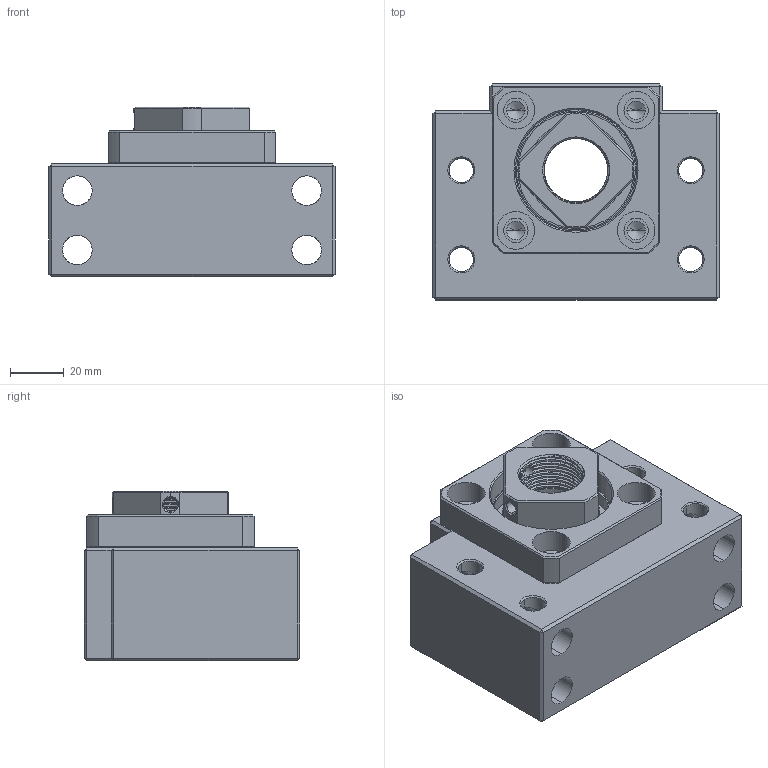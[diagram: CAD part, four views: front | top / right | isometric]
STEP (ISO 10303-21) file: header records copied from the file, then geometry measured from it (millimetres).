
FILE_DESCRIPTION (( 'STEP AP203' ), '1' );
FILE_NAME ('BK25.STEP', '2017-05-04T11:49:15', ( 'User' ), ( '' ), 'SwSTEP 2.0', 'SolidWorks 2015', '' );
FILE_SCHEMA (( 'CONFIG_CONTROL_DESIGN' ));
Length unit declared in the file: millimetre
Products named in the file (1): BK25
Bounding box: 106 x 80 x 63 mm (x, y, z)
Volume: 286942.8 mm3; surface area: 99265.9 mm2
Topology: 39 solids, 39 shells, 496 faces, 1260 edges, 722 vertices
Faces by surface type: bspline 162, cylinder 156, plane 103, cone 75
Entity records: 19389 total; most frequent: CARTESIAN_POINT 9130, ORIENTED_EDGE 2280, DIRECTION 1923, EDGE_CURVE 1140, AXIS2_PLACEMENT_3D 785, VERTEX_POINT 722, EDGE_LOOP 562, FACE_OUTER_BOUND 496
